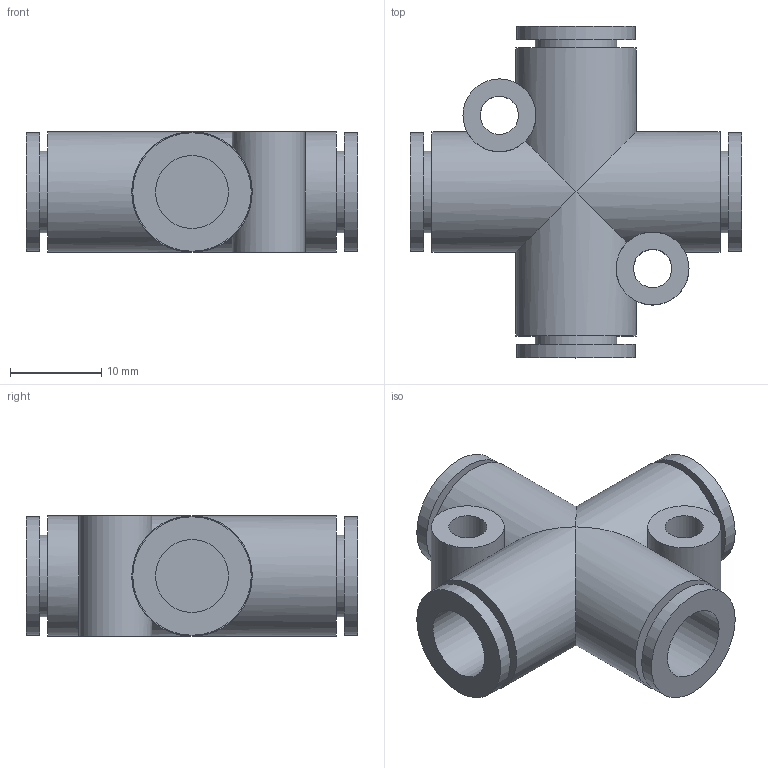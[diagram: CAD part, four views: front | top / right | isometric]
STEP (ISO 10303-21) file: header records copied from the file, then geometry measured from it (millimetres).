
FILE_DESCRIPTION( ( 'STEP AP214' ), '1' );
FILE_NAME( 'KQ2TW08-00A.stp', '2020-04-09T08:55:58', ( 'License CC BY-ND 4.0' ), ( 'CADENAS' ), ' ', 'PARTsolutions', ' ' );
FILE_SCHEMA( ( 'AUTOMOTIVE_DESIGN { 1 0 10303 214 1 1 1 1 }' ) );
Length unit declared in the file: millimetre
Products named in the file (1): _KQ2TW08-00A
Bounding box: 36.4 x 36.4 x 13.2 mm (x, y, z)
Volume: 5987.2 mm3; surface area: 5484.8 mm2
Topology: 1 solids, 1 shells, 40 faces, 72 edges, 47 vertices
Faces by surface type: cylinder 20, plane 20
Full cylindrical faces by diameter (mm): 4.2 x2, 8 x6, 8.95 x4, 13 x4, 13.2 x4
Entity records: 1424 total; most frequent: CARTESIAN_POINT 373, DIRECTION 166, ORIENTED_EDGE 92, AXIS2_PLACEMENT_3D 83, EDGE_LOOP 78, FACE_OUTER_BOUND 60, EDGE_CURVE 46, VERTEX_POINT 42
